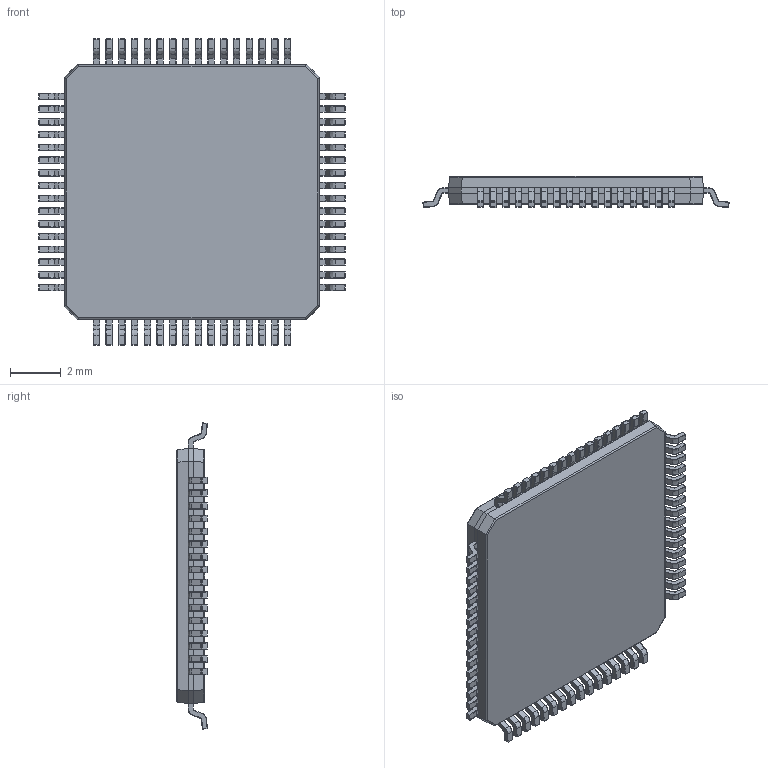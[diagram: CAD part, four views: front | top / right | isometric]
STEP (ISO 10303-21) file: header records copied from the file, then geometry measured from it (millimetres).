
FILE_DESCRIPTION (( 'STEP AP214' ), '1' );
FILE_NAME ('User Library-PIC32MX3_4FXXXH.STEP', '2014-07-09T11:32:50', ( 'Windows User' ), ( '' ), 'SwSTEP 2.0', 'SolidWorks 2014', '' );
FILE_SCHEMA (( 'AUTOMOTIVE_DESIGN' ));
Length unit declared in the file: centimetre
Products named in the file (5): User Library-PIC32MX3_4FXXXH_Pin100X075X25X20; User Library-PIC32MX3_4FXXXH_Body top; User Library-PIC32MX3_4FXXXH_Body mid; User Library-PIC32MX3_4FXXXH_Body bot; User Library-PIC32MX3_4FXXXH
Assembly tree (67 placements, depth 2):
  User Library-PIC32MX3_4FXXXH
    User Library-PIC32MX3_4FXXXH_Body bot
    User Library-PIC32MX3_4FXXXH_Body mid
    User Library-PIC32MX3_4FXXXH_Body top
    User Library-PIC32MX3_4FXXXH_Pin100X075X25X20  x64
Bounding box: 12.01 x 1.2 x 12.01 mm (x, y, z)
Volume: 112.9 mm3; surface area: 715.5 mm2
Topology: 67 solids, 67 shells, 2675 faces, 5890 edges, 3286 vertices
Faces by surface type: cylinder 1040, bspline 964, plane 671
Entity records: 5736 total; most frequent: CARTESIAN_POINT 2173, DIRECTION 456, ORIENTED_EDGE 438, EDGE_CURVE 219, AXIS2_PLACEMENT_3D 162, VERTEX_POINT 136, LINE 132, VECTOR 132
